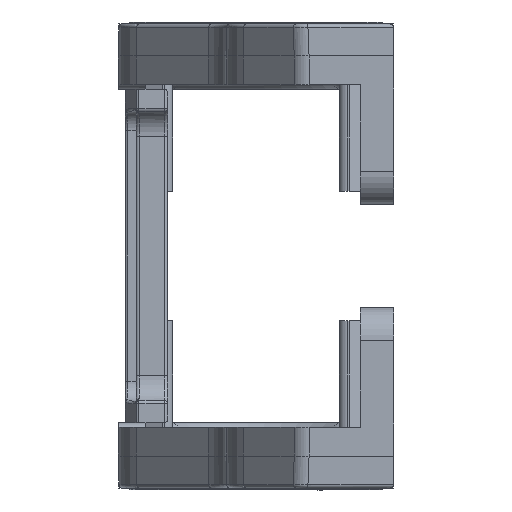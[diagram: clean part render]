
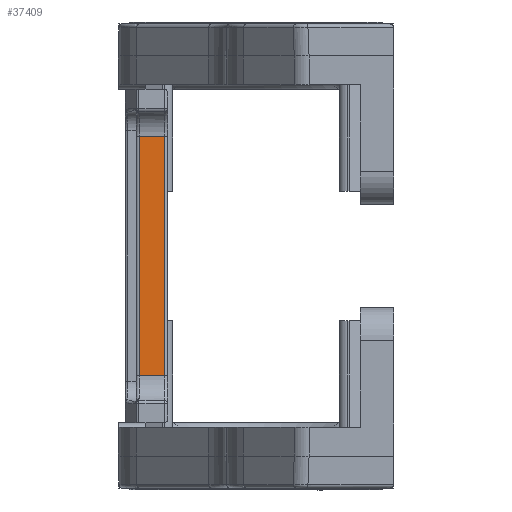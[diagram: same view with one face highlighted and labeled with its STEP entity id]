
A CAD part, left-side view. The second image highlights one B-rep face of the part: STEP entity #37409.
In plain terms, the highlighted planar face has unit normal (-1, 0, 0).
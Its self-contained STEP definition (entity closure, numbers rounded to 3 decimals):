
#1310 = VERTEX_POINT ( 'NONE', #65693 ) ;
#6159 = VERTEX_POINT ( 'NONE', #19310 ) ;
#6265 = ORIENTED_EDGE ( 'NONE', *, *, #74551, .T. ) ;
#7793 = DIRECTION ( 'NONE',  ( 0., 1., 0. ) ) ;
#8974 = VECTOR ( 'NONE', #74071, 1000. ) ;
#14050 = CARTESIAN_POINT ( 'NONE',  ( -109.421, -80.895, 31.392 ) ) ;
#15612 = VECTOR ( 'NONE', #7793, 1000. ) ;
#16073 = FACE_OUTER_BOUND ( 'NONE', #27735, .T. ) ;
#19310 = CARTESIAN_POINT ( 'NONE',  ( -109.421, 17.592, 67.408 ) ) ;
#20119 = DIRECTION ( 'NONE',  ( 0., 1., 0. ) ) ;
#21534 = CARTESIAN_POINT ( 'NONE',  ( -109.421, 13.766, 57.548 ) ) ;
#23324 = VECTOR ( 'NONE', #20119, 1000. ) ;
#25388 = ORIENTED_EDGE ( 'NONE', *, *, #70913, .T. ) ;
#26890 = DIRECTION ( 'NONE',  ( 0., 0., 1. ) ) ;
#27735 = EDGE_LOOP ( 'NONE', ( #6265, #46544, #25388, #58589 ) ) ;
#37409 = ADVANCED_FACE ( 'NONE', ( #16073 ), #39010, .T. ) ;
#39010 = PLANE ( 'NONE',  #59365 ) ;
#39924 = LINE ( 'NONE', #51379, #8974 ) ;
#41208 = VERTEX_POINT ( 'NONE', #70772 ) ;
#44731 = LINE ( 'NONE', #54295, #15612 ) ;
#44851 = CARTESIAN_POINT ( 'NONE',  ( -109.421, -80.895, -36.01 ) ) ;
#46544 = ORIENTED_EDGE ( 'NONE', *, *, #68737, .T. ) ;
#51379 = CARTESIAN_POINT ( 'NONE',  ( -109.421, 17.592, -36.01 ) ) ;
#54274 = LINE ( 'NONE', #14050, #23324 ) ;
#54295 = CARTESIAN_POINT ( 'NONE',  ( -109.421, -80.895, 67.408 ) ) ;
#55459 = CARTESIAN_POINT ( 'NONE',  ( -109.421, 13.766, 31.392 ) ) ;
#58589 = ORIENTED_EDGE ( 'NONE', *, *, #64202, .F. ) ;
#59365 = AXIS2_PLACEMENT_3D ( 'NONE', #44851, #73346, #73092 ) ;
#59881 = VECTOR ( 'NONE', #26890, 1000. ) ;
#60484 = VERTEX_POINT ( 'NONE', #55459 ) ;
#64202 = EDGE_CURVE ( 'NONE', #60484, #41208, #54274, .T. ) ;
#65693 = CARTESIAN_POINT ( 'NONE',  ( -109.421, 13.766, 67.408 ) ) ;
#68737 = EDGE_CURVE ( 'NONE', #1310, #6159, #44731, .T. ) ;
#70772 = CARTESIAN_POINT ( 'NONE',  ( -109.421, 17.592, 31.392 ) ) ;
#70913 = EDGE_CURVE ( 'NONE', #6159, #41208, #39924, .T. ) ;
#73092 = DIRECTION ( 'NONE',  ( 0., 0., 1. ) ) ;
#73346 = DIRECTION ( 'NONE',  ( -1., 0., 0. ) ) ;
#74071 = DIRECTION ( 'NONE',  ( 0., 0., -1. ) ) ;
#74551 = EDGE_CURVE ( 'NONE', #60484, #1310, #75370, .T. ) ;
#75370 = LINE ( 'NONE', #21534, #59881 ) ;
